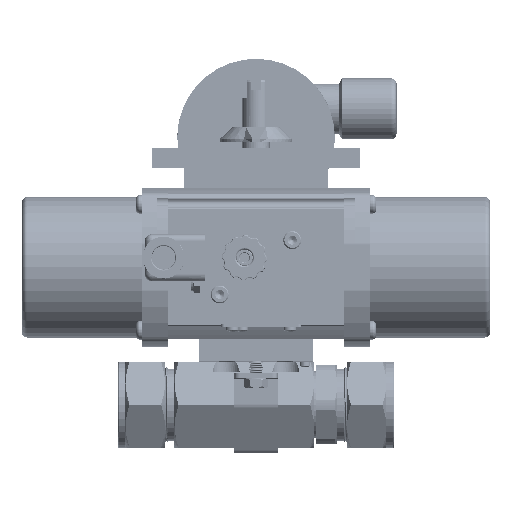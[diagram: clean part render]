
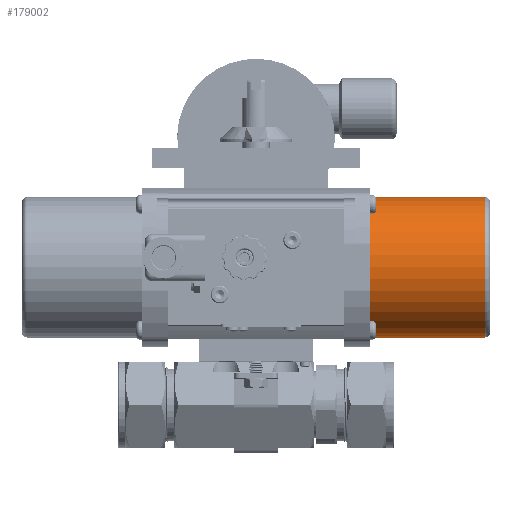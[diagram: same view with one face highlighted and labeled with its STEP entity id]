
A CAD part, top view. The second image highlights one B-rep face of the part: STEP entity #179002.
In plain terms, the highlighted cylindrical face has radius 30.963 mm (diameter 61.925 mm), a partial arc.
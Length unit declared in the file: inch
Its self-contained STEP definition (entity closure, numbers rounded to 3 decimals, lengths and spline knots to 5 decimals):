
#883 = VERTEX_POINT ( 'NONE', #75351 ) ;
#2609 = CARTESIAN_POINT ( 'NONE',  ( 3.9725, 1.167, 0. ) ) ;
#6297 = VERTEX_POINT ( 'NONE', #2609 ) ;
#14754 = CARTESIAN_POINT ( 'NONE',  ( 3.9725, 2.386, 0. ) ) ;
#16828 = ORIENTED_EDGE ( 'NONE', *, *, #66113, .T. ) ;
#17718 = AXIS2_PLACEMENT_3D ( 'NONE', #184541, #219345, #115742 ) ;
#25467 = EDGE_CURVE ( 'NONE', #6297, #37974, #128864, .T. ) ;
#32242 = DIRECTION ( 'NONE',  ( 0., -1., 0. ) ) ;
#34221 = CARTESIAN_POINT ( 'NONE',  ( 1.7145, 3.605, 0. ) ) ;
#37974 = VERTEX_POINT ( 'NONE', #127239 ) ;
#48463 = ORIENTED_EDGE ( 'NONE', *, *, #185503, .T. ) ;
#51357 = CYLINDRICAL_SURFACE ( 'NONE', #17718, 1.219 ) ;
#54673 = VERTEX_POINT ( 'NONE', #172890 ) ;
#62214 = FACE_OUTER_BOUND ( 'NONE', #222374, .T. ) ;
#66113 = EDGE_CURVE ( 'NONE', #6297, #54673, #221989, .T. ) ;
#72744 = DIRECTION ( 'NONE',  ( 1., 0., 0. ) ) ;
#75351 = CARTESIAN_POINT ( 'NONE',  ( 1.8575, 3.605, 0. ) ) ;
#86449 = DIRECTION ( 'NONE',  ( -1., 0., 0. ) ) ;
#87185 = CIRCLE ( 'NONE', #191590, 1.219 ) ;
#94334 = VECTOR ( 'NONE', #86449, 39.37008 ) ;
#115742 = DIRECTION ( 'NONE',  ( 0., 1., 0. ) ) ;
#125091 = ORIENTED_EDGE ( 'NONE', *, *, #25467, .F. ) ;
#127239 = CARTESIAN_POINT ( 'NONE',  ( 1.8575, 1.167, 0. ) ) ;
#128864 = LINE ( 'NONE', #135427, #209960 ) ;
#135136 = ORIENTED_EDGE ( 'NONE', *, *, #143944, .T. ) ;
#135427 = CARTESIAN_POINT ( 'NONE',  ( 1.7145, 1.167, 0. ) ) ;
#135962 = DIRECTION ( 'NONE',  ( -1., 0., 0. ) ) ;
#140325 = LINE ( 'NONE', #34221, #94334 ) ;
#143944 = EDGE_CURVE ( 'NONE', #54673, #883, #140325, .T. ) ;
#172890 = CARTESIAN_POINT ( 'NONE',  ( 3.9725, 3.605, 0. ) ) ;
#176511 = CARTESIAN_POINT ( 'NONE',  ( 1.8575, 2.386, 0. ) ) ;
#179002 = ADVANCED_FACE ( 'NONE', ( #62214 ), #51357, .T. ) ;
#184541 = CARTESIAN_POINT ( 'NONE',  ( 1.7145, 2.386, 0. ) ) ;
#185503 = EDGE_CURVE ( 'NONE', #883, #37974, #87185, .T. ) ;
#187577 = DIRECTION ( 'NONE',  ( -1., 0., 0. ) ) ;
#191590 = AXIS2_PLACEMENT_3D ( 'NONE', #176511, #72744, #193883 ) ;
#193883 = DIRECTION ( 'NONE',  ( 0., -1., 0. ) ) ;
#209960 = VECTOR ( 'NONE', #187577, 39.37008 ) ;
#219345 = DIRECTION ( 'NONE',  ( -1., 0., 0. ) ) ;
#221806 = AXIS2_PLACEMENT_3D ( 'NONE', #14754, #135962, #32242 ) ;
#221989 = CIRCLE ( 'NONE', #221806, 1.219 ) ;
#222374 = EDGE_LOOP ( 'NONE', ( #125091, #16828, #135136, #48463 ) ) ;
